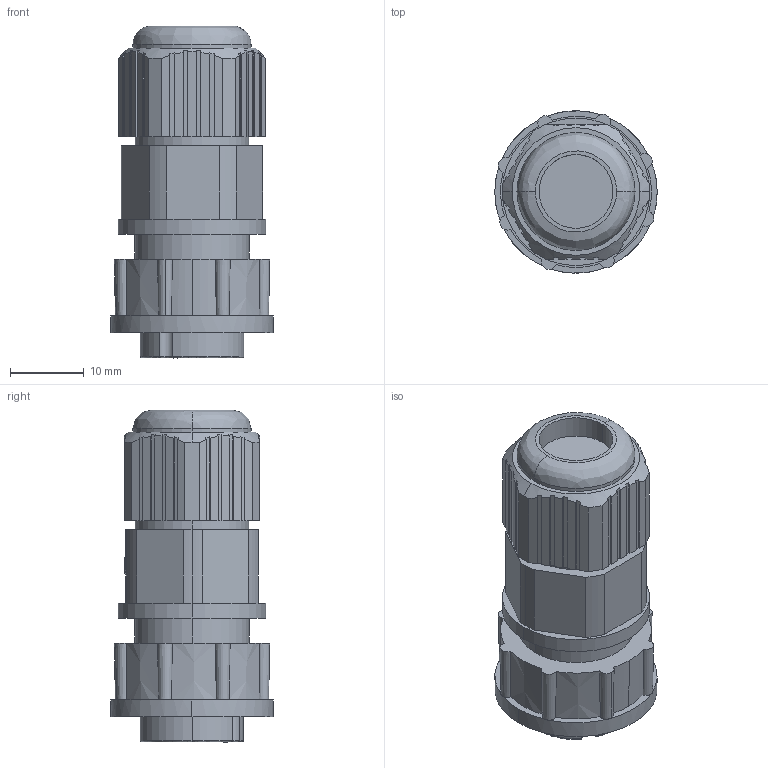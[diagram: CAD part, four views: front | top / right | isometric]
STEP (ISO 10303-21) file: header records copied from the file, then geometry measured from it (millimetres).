
FILE_DESCRIPTION (( 'STEP AP203' ), '1' );
FILE_NAME ('P308.STEP', '2020-04-01T02:55:17', ( 'edpusr' ), ( 'Microsoft' ), 'SwSTEP 2.0', 'SolidWorks 2015', '' );
FILE_SCHEMA (( 'CONFIG_CONTROL_DESIGN' ));
Length unit declared in the file: millimetre
Products named in the file (1): P308
Bounding box: 22 x 22 x 45 mm (x, y, z)
Volume: 11208.4 mm3; surface area: 5176.1 mm2
Topology: 3 solids, 3 shells, 449 faces, 1188 edges, 779 vertices
Faces by surface type: plane 253, cylinder 147, bspline 25, cone 24
Entity records: 14927 total; most frequent: CARTESIAN_POINT 3778, ORIENTED_EDGE 2372, DIRECTION 2250, EDGE_CURVE 1186, AXIS2_PLACEMENT_3D 803, VERTEX_POINT 779, VECTOR 644, LINE 644
